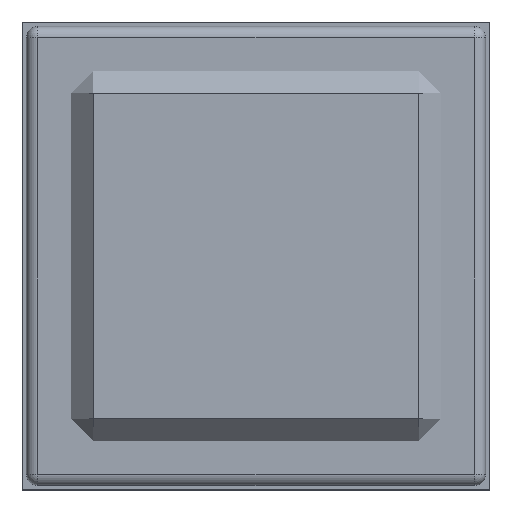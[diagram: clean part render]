
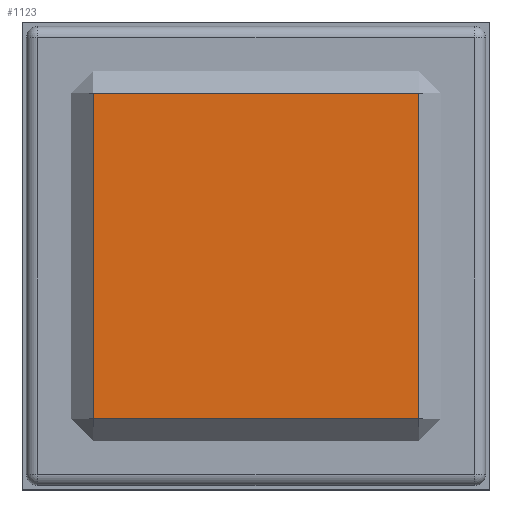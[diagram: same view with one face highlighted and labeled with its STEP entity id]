
A CAD part, top view. The second image highlights one B-rep face of the part: STEP entity #1123.
In plain terms, the highlighted planar face has unit normal (0, 0, 1).
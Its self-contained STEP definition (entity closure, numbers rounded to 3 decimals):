
#956 = VERTEX_POINT('',#957);
#957 = CARTESIAN_POINT('',(-7.3,-7.3,2.5));
#965 = VERTEX_POINT('',#966);
#966 = CARTESIAN_POINT('',(-7.3,7.3,2.5));
#972 = EDGE_CURVE('',#956,#965,#973,.T.);
#973 = LINE('',#974,#975);
#974 = CARTESIAN_POINT('',(-7.3,-8.3,2.5));
#975 = VECTOR('',#976,1.);
#976 = DIRECTION('',(0.,1.,0.));
#1123 = ADVANCED_FACE('',(#1124),#1149,.T.);
#1124 = FACE_BOUND('',#1125,.T.);
#1125 = EDGE_LOOP('',(#1126,#1127,#1135,#1143));
#1126 = ORIENTED_EDGE('',*,*,#972,.F.);
#1127 = ORIENTED_EDGE('',*,*,#1128,.T.);
#1128 = EDGE_CURVE('',#956,#1129,#1131,.T.);
#1129 = VERTEX_POINT('',#1130);
#1130 = CARTESIAN_POINT('',(7.3,-7.3,2.5));
#1131 = LINE('',#1132,#1133);
#1132 = CARTESIAN_POINT('',(-8.3,-7.3,2.5));
#1133 = VECTOR('',#1134,1.);
#1134 = DIRECTION('',(1.,0.,0.));
#1135 = ORIENTED_EDGE('',*,*,#1136,.T.);
#1136 = EDGE_CURVE('',#1129,#1137,#1139,.T.);
#1137 = VERTEX_POINT('',#1138);
#1138 = CARTESIAN_POINT('',(7.3,7.3,2.5));
#1139 = LINE('',#1140,#1141);
#1140 = CARTESIAN_POINT('',(7.3,-8.3,2.5));
#1141 = VECTOR('',#1142,1.);
#1142 = DIRECTION('',(0.,1.,0.));
#1143 = ORIENTED_EDGE('',*,*,#1144,.F.);
#1144 = EDGE_CURVE('',#965,#1137,#1145,.T.);
#1145 = LINE('',#1146,#1147);
#1146 = CARTESIAN_POINT('',(-8.3,7.3,2.5));
#1147 = VECTOR('',#1148,1.);
#1148 = DIRECTION('',(1.,0.,0.));
#1149 = PLANE('',#1150);
#1150 = AXIS2_PLACEMENT_3D('',#1151,#1152,#1153);
#1151 = CARTESIAN_POINT('',(-8.3,-8.3,2.5));
#1152 = DIRECTION('',(0.,0.,1.));
#1153 = DIRECTION('',(1.,0.,0.));
